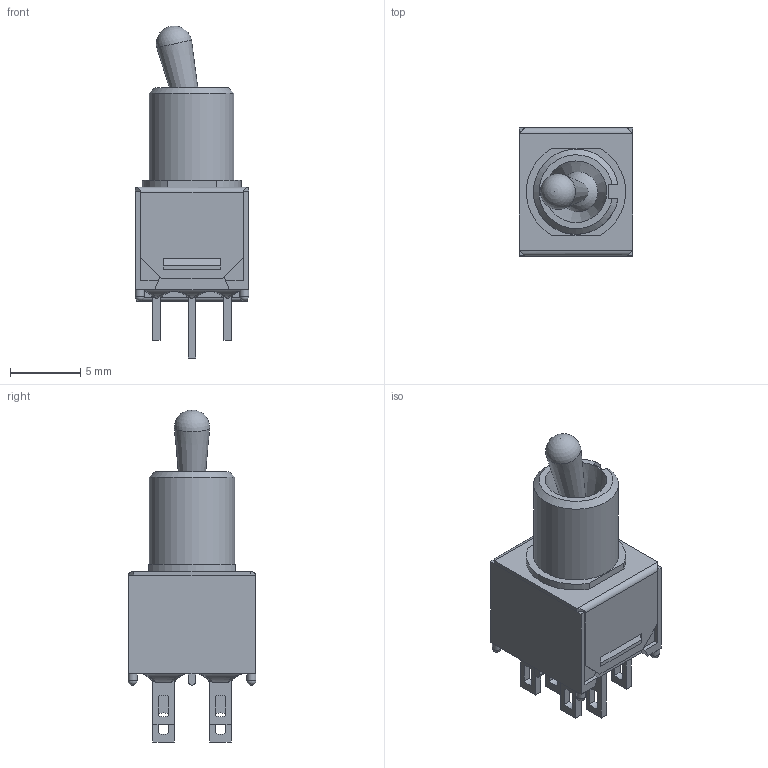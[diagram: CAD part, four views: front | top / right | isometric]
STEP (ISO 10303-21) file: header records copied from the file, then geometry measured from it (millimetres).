
FILE_DESCRIPTION(/* description */ (''),/* implementation_level */ '2;1');
FILE_NAME(/* name */ '200MDPxT2B7M1xE.stp',/* time_stamp */ '2025-04-28T14:12:26-05:00',/* author */ ('mroman'),/* organization */ (''),/* preprocessor_version */ 'ST-DEVELOPER v18.1',/* originating_system */ 'Autodesk Inventor 2022',/* authorisation */ '');
FILE_SCHEMA (('AUTOMOTIVE_DESIGN { 1 0 10303 214 3 1 1 }'));
Length unit declared in the file: inch
Products named in the file (1): 200MDPxT2B7M1xE
Bounding box: 8.13 x 9.14 x 23.71 mm (x, y, z)
Volume: 418 mm3; surface area: 1226.3 mm2
Topology: 1 solids, 2 shells, 215 faces, 607 edges, 395 vertices
Faces by surface type: plane 156, cylinder 34, bspline 16, sphere 6, cone 3
Full cylindrical faces by diameter (mm): 0.65 x4
Entity records: 8021 total; most frequent: CARTESIAN_POINT 2558, ORIENTED_EDGE 1202, DIRECTION 995, EDGE_CURVE 601, LINE 429, VECTOR 429, VERTEX_POINT 395, AXIS2_PLACEMENT_3D 283
